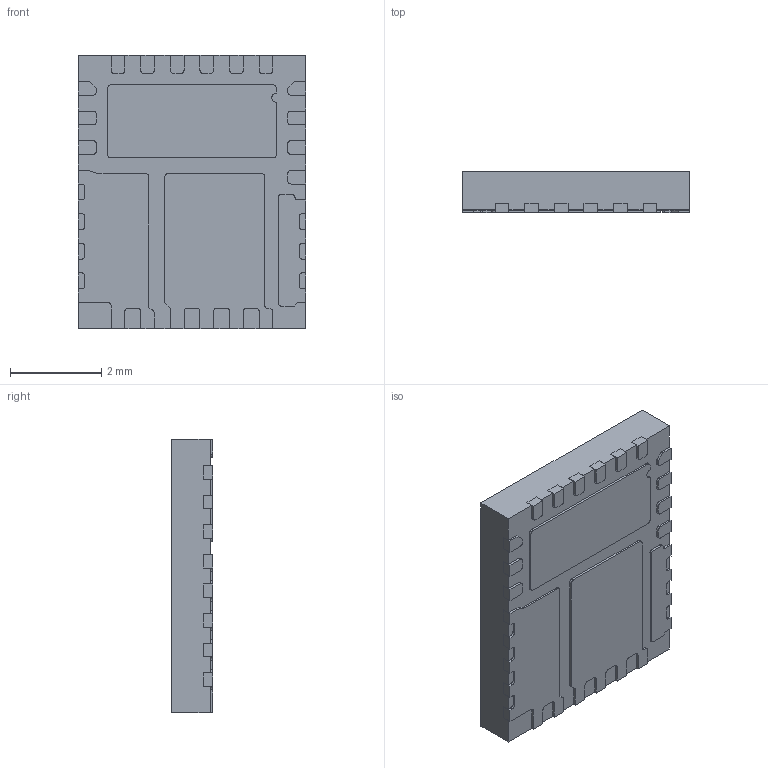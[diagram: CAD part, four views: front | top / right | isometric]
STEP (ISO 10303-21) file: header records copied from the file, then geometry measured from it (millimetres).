
FILE_DESCRIPTION (( 'STEP AP214' ), '1' );
FILE_NAME ('MIC28510YJL-TR.STEP', '2019-02-21T11:43:15', ( '' ), ( '' ), 'SwSTEP 2.0', 'SolidWorks 2017', '' );
FILE_SCHEMA (( 'AUTOMOTIVE_DESIGN' ));
Length unit declared in the file: millimetre
Products named in the file (1): MIC28510YJL-TR
Bounding box: 5 x 0.9 x 6 mm (x, y, z)
Volume: 26.5 mm3; surface area: 138.4 mm2
Topology: 19 solids, 19 shells, 428 faces, 1164 edges, 776 vertices
Faces by surface type: plane 300, cylinder 128
Entity records: 13660 total; most frequent: CARTESIAN_POINT 2369, ORIENTED_EDGE 2328, DIRECTION 2278, EDGE_CURVE 1164, LINE 908, VECTOR 908, VERTEX_POINT 776, AXIS2_PLACEMENT_3D 685
